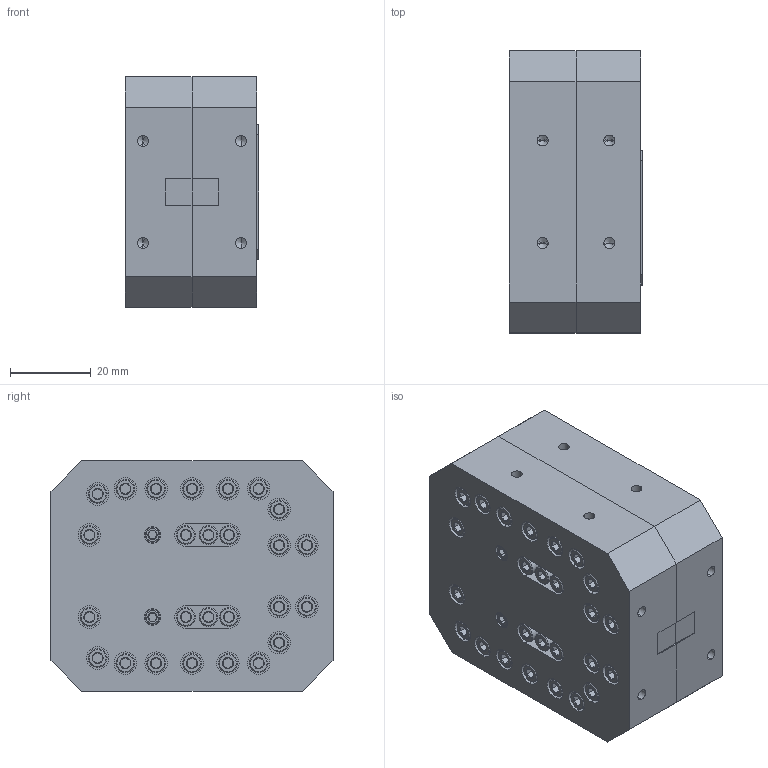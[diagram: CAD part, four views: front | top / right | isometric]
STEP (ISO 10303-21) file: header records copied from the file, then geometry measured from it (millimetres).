
FILE_DESCRIPTION (( 'STEP AP214' ), '1' );
FILE_NAME ('AT-5S-510-F Rev 1.0.STEP', '2024-04-15T17:32:28', ( '' ), ( '' ), 'SwSTEP 2.0', 'SolidWorks 2021', '' );
FILE_SCHEMA (( 'AUTOMOTIVE_DESIGN' ));
Length unit declared in the file: inch
Products named in the file (1): AT-5S-510-F Rev 1.0
Bounding box: 33.02 x 69.85 x 57.15 mm (x, y, z)
Volume: 124877.4 mm3; surface area: 27134.6 mm2
Topology: 2 solids, 2 shells, 794 faces, 1632 edges, 912 vertices
Faces by surface type: cone 340, plane 306, cylinder 148
Entity records: 20879 total; most frequent: CARTESIAN_POINT 4331, DIRECTION 3598, ORIENTED_EDGE 3200, EDGE_CURVE 1600, AXIS2_PLACEMENT_3D 1399, VERTEX_POINT 912, EDGE_LOOP 896, LINE 800
